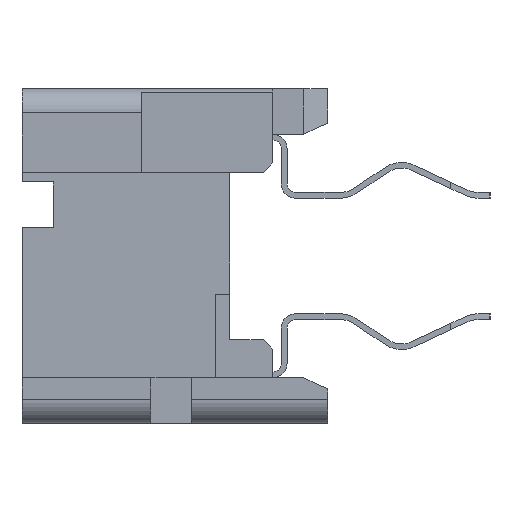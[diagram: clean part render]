
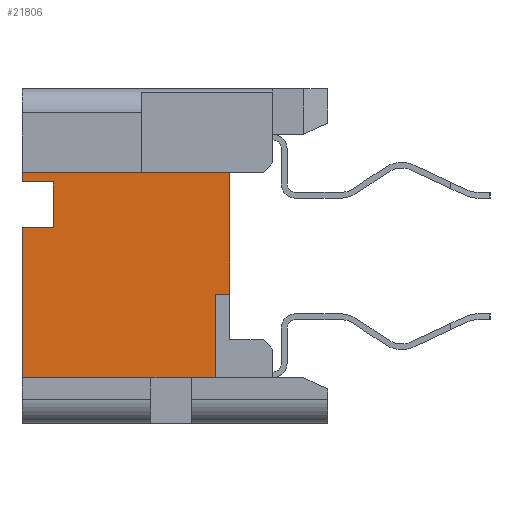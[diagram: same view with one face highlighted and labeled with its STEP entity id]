
A CAD part, left-side view. The second image highlights one B-rep face of the part: STEP entity #21806.
In plain terms, the highlighted planar face has unit normal (-1, 0, 0).
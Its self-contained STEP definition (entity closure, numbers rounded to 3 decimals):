
#1035=DIRECTION('',(0.,0.,1.));
#1036=VECTOR('',#1035,3.15);
#1037=CARTESIAN_POINT('',(-11.945,6.4,-2.55));
#1038=LINE('',#1037,#1036);
#1211=DIRECTION('',(0.,0.,1.));
#1212=VECTOR('',#1211,0.2);
#1213=CARTESIAN_POINT('',(-11.945,6.4,1.55));
#1214=LINE('',#1213,#1212);
#2180=DIRECTION('',(0.,1.,0.));
#2181=VECTOR('',#2180,0.3);
#2182=CARTESIAN_POINT('',(-11.945,2.05,-0.8));
#2183=LINE('',#2182,#2181);
#2184=DIRECTION('',(0.,0.,1.));
#2185=VECTOR('',#2184,1.75);
#2186=CARTESIAN_POINT('',(-11.945,2.35,-2.55));
#2187=LINE('',#2186,#2185);
#2188=DIRECTION('',(0.,1.,0.));
#2189=VECTOR('',#2188,0.5);
#2190=CARTESIAN_POINT('',(-11.945,2.35,-2.55));
#2191=LINE('',#2190,#2189);
#2192=DIRECTION('',(0.,1.,0.));
#2193=VECTOR('',#2192,0.85);
#2194=CARTESIAN_POINT('',(-11.945,2.85,-2.55));
#2195=LINE('',#2194,#2193);
#2196=DIRECTION('',(0.,1.,0.));
#2197=VECTOR('',#2196,2.7);
#2198=CARTESIAN_POINT('',(-11.945,3.7,-2.55));
#2199=LINE('',#2198,#2197);
#2200=DIRECTION('',(0.,-1.,0.));
#2201=VECTOR('',#2200,0.65);
#2202=CARTESIAN_POINT('',(-11.945,6.4,0.6));
#2203=LINE('',#2202,#2201);
#2204=DIRECTION('',(0.,0.,-1.));
#2205=VECTOR('',#2204,0.95);
#2206=CARTESIAN_POINT('',(-11.945,5.75,1.55));
#2207=LINE('',#2206,#2205);
#2208=DIRECTION('',(0.,-1.,0.));
#2209=VECTOR('',#2208,0.65);
#2210=CARTESIAN_POINT('',(-11.945,6.4,1.55));
#2211=LINE('',#2210,#2209);
#2212=DIRECTION('',(0.,0.,-1.));
#2213=VECTOR('',#2212,2.55);
#2214=CARTESIAN_POINT('',(-11.945,2.05,1.75));
#2215=LINE('',#2214,#2213);
#3120=DIRECTION('',(0.,1.,0.));
#3121=VECTOR('',#3120,4.35);
#3122=CARTESIAN_POINT('',(-11.945,2.05,1.75));
#3123=LINE('',#3122,#3121);
#15239=CARTESIAN_POINT('',(-11.945,6.4,-2.55));
#15240=VERTEX_POINT('',#15239);
#15241=CARTESIAN_POINT('',(-11.945,6.4,1.75));
#15243=VERTEX_POINT('',#15241);
#15263=CARTESIAN_POINT('',(-11.945,6.4,0.6));
#15265=VERTEX_POINT('',#15263);
#15267=CARTESIAN_POINT('',(-11.945,6.4,1.55));
#15268=CARTESIAN_POINT('',(-11.945,5.75,1.55));
#15269=VERTEX_POINT('',#15267);
#15270=VERTEX_POINT('',#15268);
#15271=CARTESIAN_POINT('',(-11.945,5.75,0.6));
#15272=VERTEX_POINT('',#15271);
#15283=CARTESIAN_POINT('',(-11.945,2.05,1.75));
#15284=VERTEX_POINT('',#15283);
#15417=CARTESIAN_POINT('',(-11.945,2.05,-0.8));
#15418=CARTESIAN_POINT('',(-11.945,2.35,-0.8));
#15419=VERTEX_POINT('',#15417);
#15420=VERTEX_POINT('',#15418);
#15421=CARTESIAN_POINT('',(-11.945,2.35,-2.55));
#15422=VERTEX_POINT('',#15421);
#15425=CARTESIAN_POINT('',(-11.945,2.85,-2.55));
#15426=VERTEX_POINT('',#15425);
#15427=CARTESIAN_POINT('',(-11.945,3.7,-2.55));
#15428=VERTEX_POINT('',#15427);
#21781=CARTESIAN_POINT('',(-11.945,0.,-2.55));
#21782=DIRECTION('',(-1.,0.,0.));
#21783=DIRECTION('',(0.,0.,1.));
#21784=AXIS2_PLACEMENT_3D('',#21781,#21782,#21783);
#21785=PLANE('',#21784);
#21787=ORIENTED_EDGE('',*,*,#21786,.T.);
#21789=ORIENTED_EDGE('',*,*,#21788,.F.);
#21790=ORIENTED_EDGE('',*,*,#21707,.T.);
#21792=ORIENTED_EDGE('',*,*,#21791,.T.);
#21793=ORIENTED_EDGE('',*,*,#21683,.T.);
#21794=ORIENTED_EDGE('',*,*,#20772,.T.);
#21795=ORIENTED_EDGE('',*,*,#20998,.T.);
#21797=ORIENTED_EDGE('',*,*,#21796,.F.);
#21798=ORIENTED_EDGE('',*,*,#21119,.F.);
#21799=ORIENTED_EDGE('',*,*,#20919,.T.);
#21801=ORIENTED_EDGE('',*,*,#21800,.F.);
#21803=ORIENTED_EDGE('',*,*,#21802,.T.);
#21804=EDGE_LOOP('',(#21787,#21789,#21790,#21792,#21793,#21794,#21795,#21797,
#21798,#21799,#21801,#21803));
#21805=FACE_OUTER_BOUND('',#21804,.F.);
#21806=ADVANCED_FACE('',(#21805),#21785,.T.);
#20772=EDGE_CURVE('',#15240,#15265,#1038,.T.);
#20919=EDGE_CURVE('',#15269,#15243,#1214,.T.);
#20998=EDGE_CURVE('',#15265,#15272,#2203,.T.);
#21119=EDGE_CURVE('',#15269,#15270,#2211,.T.);
#21683=EDGE_CURVE('',#15428,#15240,#2199,.T.);
#21707=EDGE_CURVE('',#15422,#15426,#2191,.T.);
#21786=EDGE_CURVE('',#15419,#15420,#2183,.T.);
#21788=EDGE_CURVE('',#15422,#15420,#2187,.T.);
#21791=EDGE_CURVE('',#15426,#15428,#2195,.T.);
#21796=EDGE_CURVE('',#15270,#15272,#2207,.T.);
#21800=EDGE_CURVE('',#15284,#15243,#3123,.T.);
#21802=EDGE_CURVE('',#15284,#15419,#2215,.T.);
